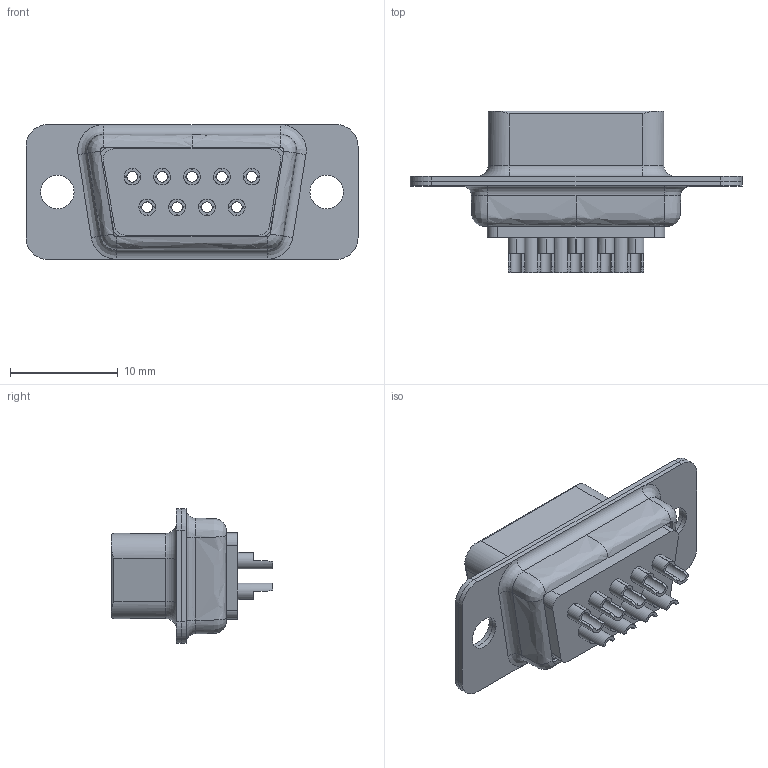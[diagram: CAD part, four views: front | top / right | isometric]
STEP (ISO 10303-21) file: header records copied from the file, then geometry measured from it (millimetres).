
FILE_DESCRIPTION( ( 'Unknown' ), '1' );
FILE_NAME( '61800924923.stp', 'Unknown', ( 'Unknown' ), ( 'Unknown' ), 'PSStep 18.0.17', 'Unknown', ' ' );
FILE_SCHEMA( ( 'AUTOMOTIVE_DESIGN { 1 0 10303 214 1 1 1 1 }' ) );
Length unit declared in the file: millimetre
Products named in the file (5): Assem1; 6180xx24923_PIN; 61800924923; 61800924923_SHIELDING2; 61800924923_SHIELDING1
Assembly tree (12 placements, depth 2):
  Assem1
    6180xx24923_PIN  x9
    61800924923
    61800924923_SHIELDING2
    61800924923_SHIELDING1
Bounding box: 30.81 x 15 x 12.5 mm (x, y, z)
Volume: 1790.8 mm3; surface area: 4259.5 mm2
Topology: 12 solids, 12 shells, 267 faces, 731 edges, 481 vertices
Faces by surface type: plane 141, cylinder 82, bspline 27, torus 17
Full cylindrical faces by diameter (mm): 1 x9, 1.54 x18, 3.1 x4
Entity records: 8137 total; most frequent: CARTESIAN_POINT 2719, DIRECTION 846, ORIENTED_EDGE 808, EDGE_CURVE 404, AXIS2_PLACEMENT_3D 325, VERTEX_POINT 274, EDGE_LOOP 220, LINE 196
